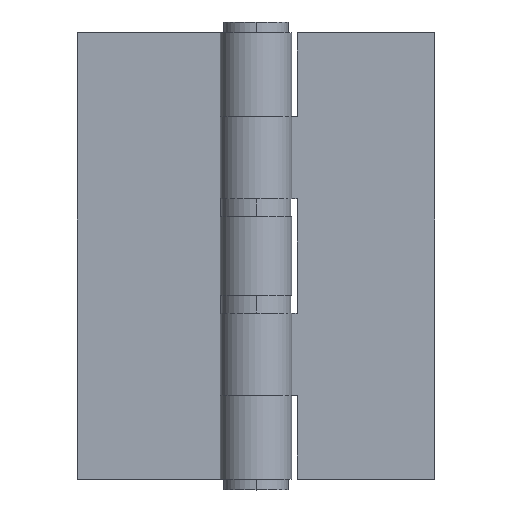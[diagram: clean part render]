
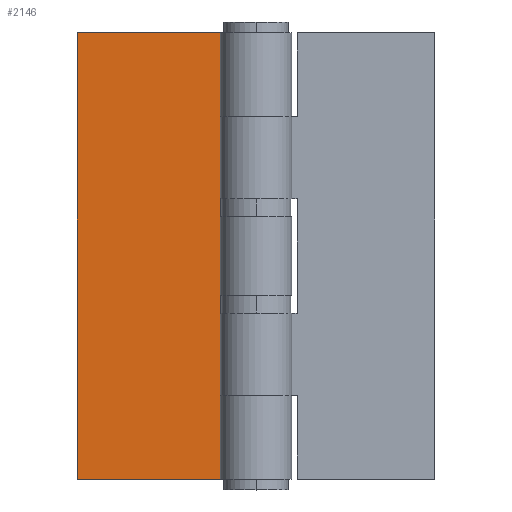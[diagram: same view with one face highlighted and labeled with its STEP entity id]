
A CAD part, top view. The second image highlights one B-rep face of the part: STEP entity #2146.
In plain terms, the highlighted planar face has unit normal (0, 0, 1).
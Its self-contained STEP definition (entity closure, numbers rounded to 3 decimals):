
#14 = EDGE_CURVE ( 'NONE', #2200, #95, #506, .T. ) ;
#92 = VERTEX_POINT ( 'NONE', #577 ) ;
#94 = EDGE_CURVE ( 'NONE', #92, #95, #576, .T. ) ;
#95 = VERTEX_POINT ( 'NONE', #572 ) ;
#121 = EDGE_CURVE ( 'NONE', #147, #122, #645, .T. ) ;
#122 = VERTEX_POINT ( 'NONE', #641 ) ;
#147 = VERTEX_POINT ( 'NONE', #725 ) ;
#151 = EDGE_CURVE ( 'NONE', #152, #153, #718, .T. ) ;
#152 = VERTEX_POINT ( 'NONE', #714 ) ;
#153 = VERTEX_POINT ( 'NONE', #713 ) ;
#503 = DIRECTION ( 'NONE',  ( 1., 0., 0. ) ) ;
#504 = VECTOR ( 'NONE', #503, 1000. ) ;
#505 = CARTESIAN_POINT ( 'NONE',  ( -8., -62.5, -6. ) ) ;
#506 = LINE ( 'NONE', #505, #504 ) ;
#572 = CARTESIAN_POINT ( 'NONE',  ( -8., -62.5, -6. ) ) ;
#573 = DIRECTION ( 'NONE',  ( 0., -1., 0. ) ) ;
#574 = VECTOR ( 'NONE', #573, 1000. ) ;
#575 = CARTESIAN_POINT ( 'NONE',  ( -8., 62.5, -6. ) ) ;
#576 = LINE ( 'NONE', #575, #574 ) ;
#577 = CARTESIAN_POINT ( 'NONE',  ( -8., -39., -6. ) ) ;
#641 = CARTESIAN_POINT ( 'NONE',  ( -8., 62.5, -6. ) ) ;
#642 = DIRECTION ( 'NONE',  ( 1., 0., 0. ) ) ;
#643 = VECTOR ( 'NONE', #642, 1000. ) ;
#644 = CARTESIAN_POINT ( 'NONE',  ( -8., 62.5, -6. ) ) ;
#645 = LINE ( 'NONE', #644, #643 ) ;
#713 = CARTESIAN_POINT ( 'NONE',  ( -8., -11., -6. ) ) ;
#714 = CARTESIAN_POINT ( 'NONE',  ( -8., 11., -6. ) ) ;
#715 = DIRECTION ( 'NONE',  ( 0., -1., 0. ) ) ;
#716 = VECTOR ( 'NONE', #715, 1000. ) ;
#717 = CARTESIAN_POINT ( 'NONE',  ( -8., 62.5, -6. ) ) ;
#718 = LINE ( 'NONE', #717, #716 ) ;
#725 = CARTESIAN_POINT ( 'NONE',  ( -50., 62.5, -6. ) ) ;
#1345 = PLANE ( 'NONE',  #1404 ) ;
#1346 = FACE_OUTER_BOUND ( 'NONE', #2150, .T. ) ;
#1347 = DIRECTION ( 'NONE',  ( 0., -1., 0. ) ) ;
#1348 = VECTOR ( 'NONE', #1347, 1000. ) ;
#1349 = CARTESIAN_POINT ( 'NONE',  ( -50., 62.5, -6. ) ) ;
#1350 = LINE ( 'NONE', #1349, #1348 ) ;
#1355 = CARTESIAN_POINT ( 'NONE',  ( -10., -39., -6. ) ) ;
#1360 = DIRECTION ( 'NONE',  ( 0., 1., 0. ) ) ;
#1361 = VECTOR ( 'NONE', #1360, 1000. ) ;
#1362 = CARTESIAN_POINT ( 'NONE',  ( -10., 62.5, -6. ) ) ;
#1363 = LINE ( 'NONE', #1362, #1361 ) ;
#1377 = CARTESIAN_POINT ( 'NONE',  ( -10., -11., -6. ) ) ;
#1378 = DIRECTION ( 'NONE',  ( 1., 0., 0. ) ) ;
#1379 = VECTOR ( 'NONE', #1378, 1000. ) ;
#1380 = CARTESIAN_POINT ( 'NONE',  ( -8., -11., -6. ) ) ;
#1381 = LINE ( 'NONE', #1380, #1379 ) ;
#1382 = CARTESIAN_POINT ( 'NONE',  ( -10., 11., -6. ) ) ;
#1383 = DIRECTION ( 'NONE',  ( -1., 0., 0. ) ) ;
#1384 = VECTOR ( 'NONE', #1383, 1000. ) ;
#1385 = CARTESIAN_POINT ( 'NONE',  ( -8., 11., -6. ) ) ;
#1386 = LINE ( 'NONE', #1385, #1384 ) ;
#1387 = DIRECTION ( 'NONE',  ( 0., 1., 0. ) ) ;
#1388 = VECTOR ( 'NONE', #1387, 1000. ) ;
#1389 = CARTESIAN_POINT ( 'NONE',  ( -10., 62.5, -6. ) ) ;
#1390 = LINE ( 'NONE', #1389, #1388 ) ;
#1391 = CARTESIAN_POINT ( 'NONE',  ( -8., 39., -6. ) ) ;
#1392 = CARTESIAN_POINT ( 'NONE',  ( -10., 39., -6. ) ) ;
#1393 = DIRECTION ( 'NONE',  ( 1., 0., 0. ) ) ;
#1394 = VECTOR ( 'NONE', #1393, 1000. ) ;
#1395 = CARTESIAN_POINT ( 'NONE',  ( -8., 39., -6. ) ) ;
#1396 = LINE ( 'NONE', #1395, #1394 ) ;
#1397 = DIRECTION ( 'NONE',  ( -1., 0., 0. ) ) ;
#1398 = VECTOR ( 'NONE', #1397, 1000. ) ;
#1399 = CARTESIAN_POINT ( 'NONE',  ( -8., -39., -6. ) ) ;
#1400 = LINE ( 'NONE', #1399, #1398 ) ;
#1401 = DIRECTION ( 'NONE',  ( -1., 0., 0. ) ) ;
#1402 = DIRECTION ( 'NONE',  ( 0., 0., -1. ) ) ;
#1403 = CARTESIAN_POINT ( 'NONE',  ( -8., 62.5, -6. ) ) ;
#1404 = AXIS2_PLACEMENT_3D ( 'NONE', #1403, #1402, #1401 ) ;
#1420 = DIRECTION ( 'NONE',  ( 0., -1., 0. ) ) ;
#1421 = VECTOR ( 'NONE', #1420, 1000. ) ;
#1422 = CARTESIAN_POINT ( 'NONE',  ( -8., 62.5, -6. ) ) ;
#1427 = LINE ( 'NONE', #1422, #1421 ) ;
#1453 = CARTESIAN_POINT ( 'NONE',  ( -50., -62.5, -6. ) ) ;
#2139 = ORIENTED_EDGE ( 'NONE', *, *, #2140, .T. ) ;
#2140 = EDGE_CURVE ( 'NONE', #2142, #2164, #1363, .T. ) ;
#2142 = VERTEX_POINT ( 'NONE', #1355 ) ;
#2145 = EDGE_CURVE ( 'NONE', #147, #2200, #1350, .T. ) ;
#2146 = ADVANCED_FACE ( 'NONE', ( #1346 ), #1345, .F. ) ;
#2148 = ORIENTED_EDGE ( 'NONE', *, *, #2151, .T. ) ;
#2149 = ORIENTED_EDGE ( 'NONE', *, *, #94, .F. ) ;
#2150 = EDGE_LOOP ( 'NONE', ( #2149, #2148, #2139, #2165, #2163, #2160, #2159, #2154, #2176, #2177, #2175, #2173 ) ) ;
#2151 = EDGE_CURVE ( 'NONE', #92, #2142, #1400, .T. ) ;
#2153 = EDGE_CURVE ( 'NONE', #2155, #2156, #1396, .T. ) ;
#2154 = ORIENTED_EDGE ( 'NONE', *, *, #2153, .T. ) ;
#2155 = VERTEX_POINT ( 'NONE', #1392 ) ;
#2156 = VERTEX_POINT ( 'NONE', #1391 ) ;
#2157 = EDGE_CURVE ( 'NONE', #2161, #2155, #1390, .T. ) ;
#2158 = EDGE_CURVE ( 'NONE', #152, #2161, #1386, .T. ) ;
#2159 = ORIENTED_EDGE ( 'NONE', *, *, #2157, .T. ) ;
#2160 = ORIENTED_EDGE ( 'NONE', *, *, #2158, .T. ) ;
#2161 = VERTEX_POINT ( 'NONE', #1382 ) ;
#2162 = EDGE_CURVE ( 'NONE', #2164, #153, #1381, .T. ) ;
#2163 = ORIENTED_EDGE ( 'NONE', *, *, #151, .F. ) ;
#2164 = VERTEX_POINT ( 'NONE', #1377 ) ;
#2165 = ORIENTED_EDGE ( 'NONE', *, *, #2162, .T. ) ;
#2173 = ORIENTED_EDGE ( 'NONE', *, *, #14, .T. ) ;
#2175 = ORIENTED_EDGE ( 'NONE', *, *, #2145, .T. ) ;
#2176 = ORIENTED_EDGE ( 'NONE', *, *, #2178, .F. ) ;
#2177 = ORIENTED_EDGE ( 'NONE', *, *, #121, .F. ) ;
#2178 = EDGE_CURVE ( 'NONE', #122, #2156, #1427, .T. ) ;
#2200 = VERTEX_POINT ( 'NONE', #1453 ) ;
